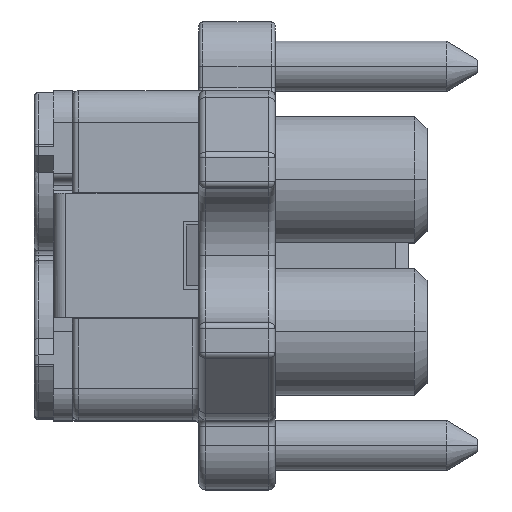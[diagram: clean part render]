
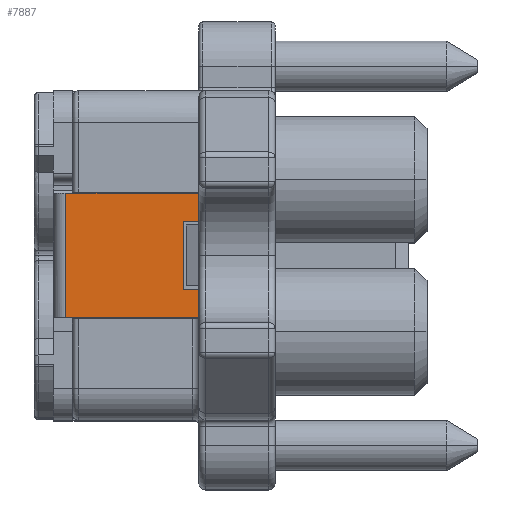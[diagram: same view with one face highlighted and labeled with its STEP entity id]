
A CAD part, top view. The second image highlights one B-rep face of the part: STEP entity #7887.
In plain terms, the highlighted planar face has unit normal (0, 0, 1).
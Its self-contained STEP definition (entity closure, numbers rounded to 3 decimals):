
#1068=FACE_BOUND('',#11053,.T.);
#1069=FACE_BOUND('',#11054,.T.);
#3251=PLANE('',#27279);
#4133=LINE('',#44324,#5994);
#4136=LINE('',#44330,#5997);
#4139=LINE('',#44336,#6000);
#4141=LINE('',#44339,#6002);
#4428=LINE('',#45398,#6289);
#4429=LINE('',#45400,#6290);
#4430=LINE('',#45402,#6291);
#4431=LINE('',#45404,#6292);
#5994=VECTOR('',#31256,1.);
#5997=VECTOR('',#31261,1.);
#6000=VECTOR('',#31266,1.);
#6002=VECTOR('',#31270,1.);
#6289=VECTOR('',#32239,1.);
#6290=VECTOR('',#32242,1.);
#6291=VECTOR('',#32243,1.);
#6292=VECTOR('',#32244,1.);
#7887=ADVANCED_FACE('',(#1068,#1069),#3251,.T.);
#11053=EDGE_LOOP('',(#14934,#14935,#14936,#14937));
#11054=EDGE_LOOP('',(#14938,#14939,#14940,#14941));
#14934=ORIENTED_EDGE('',*,*,#23712,.F.);
#14935=ORIENTED_EDGE('',*,*,#23713,.T.);
#14936=ORIENTED_EDGE('',*,*,#23714,.T.);
#14937=ORIENTED_EDGE('',*,*,#23711,.F.);
#14938=ORIENTED_EDGE('',*,*,#23243,.T.);
#14939=ORIENTED_EDGE('',*,*,#23245,.T.);
#14940=ORIENTED_EDGE('',*,*,#23237,.T.);
#14941=ORIENTED_EDGE('',*,*,#23240,.T.);
#20623=VERTEX_POINT('',#44319);
#20625=VERTEX_POINT('',#44323);
#20627=VERTEX_POINT('',#44329);
#20629=VERTEX_POINT('',#44335);
#20905=VERTEX_POINT('',#45395);
#20906=VERTEX_POINT('',#45397);
#20907=VERTEX_POINT('',#45401);
#20908=VERTEX_POINT('',#45403);
#23237=EDGE_CURVE('',#20623,#20625,#4133,.T.);
#23240=EDGE_CURVE('',#20625,#20627,#4136,.T.);
#23243=EDGE_CURVE('',#20627,#20629,#4139,.T.);
#23245=EDGE_CURVE('',#20629,#20623,#4141,.T.);
#23711=EDGE_CURVE('',#20906,#20905,#4428,.T.);
#23712=EDGE_CURVE('',#20907,#20906,#4429,.T.);
#23713=EDGE_CURVE('',#20907,#20908,#4430,.T.);
#23714=EDGE_CURVE('',#20908,#20905,#4431,.T.);
#27279=AXIS2_PLACEMENT_3D('',#45405,#32245,#32246);
#31256=DIRECTION('',(-1.,0.,0.));
#31261=DIRECTION('',(0.,1.,0.));
#31266=DIRECTION('',(1.,0.,0.));
#31270=DIRECTION('',(0.,-1.,0.));
#32239=DIRECTION('',(0.,-1.,0.));
#32242=DIRECTION('',(1.,0.,0.));
#32243=DIRECTION('',(0.,-1.,0.));
#32244=DIRECTION('',(1.,0.,0.));
#32245=DIRECTION('',(0.,0.,1.));
#32246=DIRECTION('',(1.,0.,0.));
#44319=CARTESIAN_POINT('',(31.267,-2.7,28.));
#44323=CARTESIAN_POINT('',(27.767,-2.7,28.));
#44324=CARTESIAN_POINT('',(-5.588,-2.7,28.));
#44329=CARTESIAN_POINT('',(27.767,2.7,28.));
#44330=CARTESIAN_POINT('',(27.767,-4.9,28.));
#44335=CARTESIAN_POINT('',(31.267,2.7,28.));
#44336=CARTESIAN_POINT('',(-5.588,2.7,28.));
#44339=CARTESIAN_POINT('',(31.267,-4.9,28.));
#45395=CARTESIAN_POINT('',(34.717,-4.9,28.));
#45397=CARTESIAN_POINT('',(34.717,4.9,28.));
#45398=CARTESIAN_POINT('',(34.717,4.9,28.));
#45400=CARTESIAN_POINT('',(-5.588,4.9,28.));
#45401=CARTESIAN_POINT('',(18.517,4.9,28.));
#45402=CARTESIAN_POINT('',(18.517,-4.9,28.));
#45403=CARTESIAN_POINT('',(18.517,-4.9,28.));
#45404=CARTESIAN_POINT('',(-5.588,-4.9,28.));
#45405=CARTESIAN_POINT('',(-5.588,-4.9,28.));
